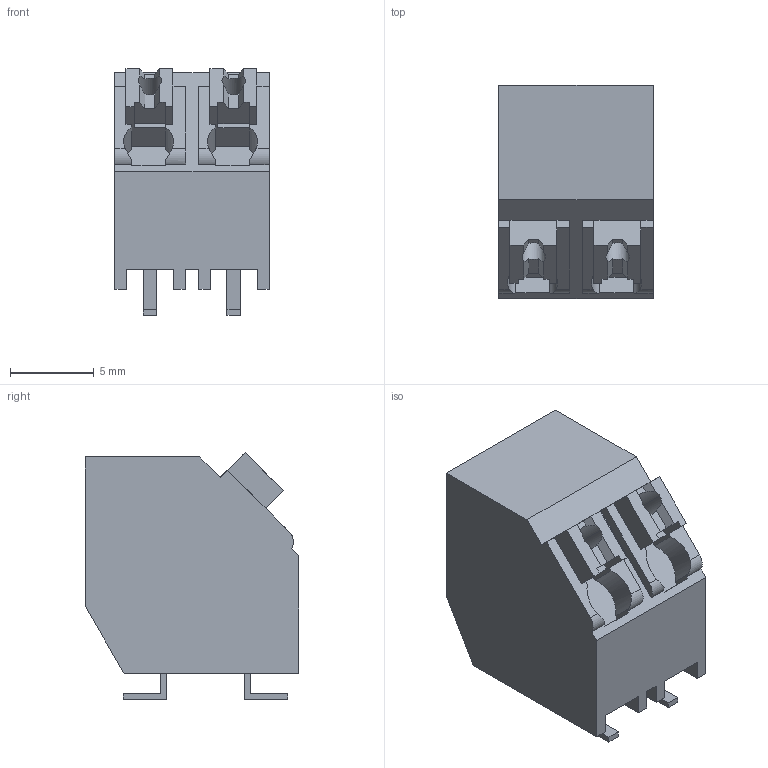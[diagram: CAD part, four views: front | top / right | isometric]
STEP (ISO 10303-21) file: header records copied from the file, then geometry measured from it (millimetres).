
FILE_DESCRIPTION(('CATIA V5 STEP Exchange','CAx-IF Rec.Pracs.--- Model Styling and Organization---1.2---2011-12-15'),'2;1');
FILE_NAME ('D1452228_0_1473690000_1473690000.stp','2018-03-29T12:02:11+00:00',('none'),('Weidmueller'),'CATIA Version 5-6 Release 2014','CATIA V5 STEP AP214','none');
FILE_SCHEMA(('AUTOMOTIVE_DESIGN { 1 0 10303 214 1 1 1 1 }'));
Length unit declared in the file: millimetre
Products named in the file (1): 1473690000
Bounding box: 9.2 x 12.7 x 14.71 mm (x, y, z)
Volume: 1077 mm3; surface area: 1229.7 mm2
Topology: 7 solids, 7 shells, 160 faces, 431 edges, 286 vertices
Faces by surface type: plane 148, cylinder 12
Entity records: 4914 total; most frequent: CARTESIAN_POINT 905, ORIENTED_EDGE 862, DIRECTION 660, EDGE_CURVE 431, VECTOR 387, LINE 387, VERTEX_POINT 286, EDGE_LOOP 165
